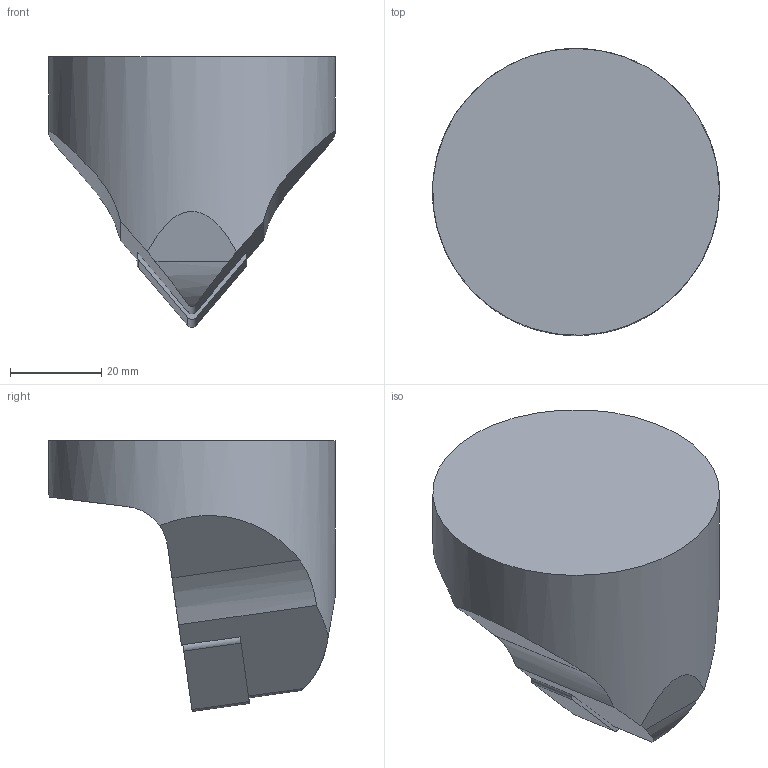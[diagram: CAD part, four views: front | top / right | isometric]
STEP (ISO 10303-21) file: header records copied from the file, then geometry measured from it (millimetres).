
FILE_DESCRIPTION((''),'1');
FILE_NAME('S63-DCLNN-00060-19.stp','2020-06-10T02:55:35',(''),(''),'Spatial Interop R21 SP3','Kubotek KeyCreator 2011 V10.0.2 (22737)',' ');
FILE_SCHEMA(('automotive_design'));
Length unit declared in the file: millimetre
Products named in the file (1): 240[2]
Bounding box: 62.98 x 63 x 59.5 mm (x, y, z)
Volume: 90938.1 mm3; surface area: 12879.2 mm2
Topology: 1 solids, 1 shells, 26 faces, 70 edges, 46 vertices
Faces by surface type: plane 14, cylinder 12
Full cylindrical faces by diameter (mm): 63 x1
Entity records: 1530 total; most frequent: CARTESIAN_POINT 190, DIRECTION 143, ORIENTED_EDGE 136, PRESENTATION_STYLE_ASSIGNMENT 122, COLOUR_RGB 122, STYLED_ITEM 95, CURVE_STYLE 95, DRAUGHTING_PRE_DEFINED_CURVE_FONT 95
